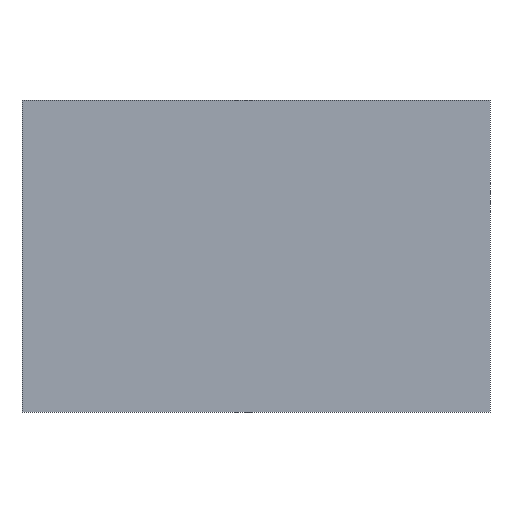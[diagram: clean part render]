
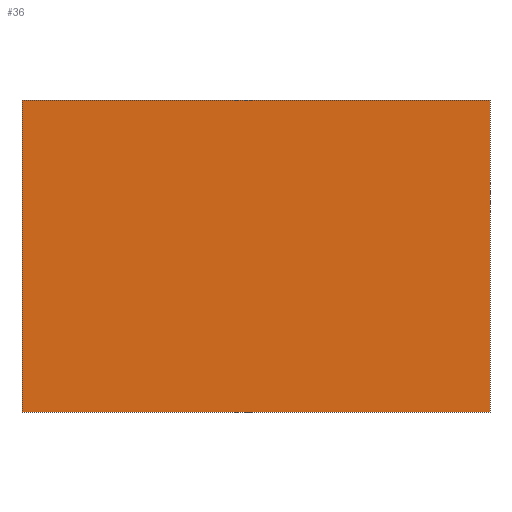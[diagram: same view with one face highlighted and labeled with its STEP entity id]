
A CAD part, left-side view. The second image highlights one B-rep face of the part: STEP entity #36.
In plain terms, the highlighted planar face has unit normal (-1, 0, 0).
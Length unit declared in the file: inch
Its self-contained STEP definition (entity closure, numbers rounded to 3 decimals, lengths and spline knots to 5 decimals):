
#3 = CARTESIAN_POINT ( 'NONE',  ( 0., 0., 0. ) ) ;
#6 = ORIENTED_EDGE ( 'NONE', *, *, #110, .F. ) ;
#13 = CARTESIAN_POINT ( 'NONE',  ( 0., 2.95276, 1.9685 ) ) ;
#21 = VECTOR ( 'NONE', #37, 39.37008 ) ;
#25 = VERTEX_POINT ( 'NONE', #67 ) ;
#28 = DIRECTION ( 'NONE',  ( 0., 0., 1. ) ) ;
#31 = CARTESIAN_POINT ( 'NONE',  ( 0., -2.95276, 1.9685 ) ) ;
#36 = ADVANCED_FACE ( 'NONE', ( #159 ), #61, .T. ) ;
#37 = DIRECTION ( 'NONE',  ( 0., -1., 0. ) ) ;
#44 = ORIENTED_EDGE ( 'NONE', *, *, #70, .F. ) ;
#52 = AXIS2_PLACEMENT_3D ( 'NONE', #3, #116, #28 ) ;
#53 = DIRECTION ( 'NONE',  ( 0., 0., 1. ) ) ;
#54 = DIRECTION ( 'NONE',  ( 0., 1., 0. ) ) ;
#61 = PLANE ( 'NONE',  #52 ) ;
#65 = ORIENTED_EDGE ( 'NONE', *, *, #211, .F. ) ;
#67 = CARTESIAN_POINT ( 'NONE',  ( 0., -2.95276, 1.9685 ) ) ;
#70 = EDGE_CURVE ( 'NONE', #25, #111, #210, .T. ) ;
#73 = CARTESIAN_POINT ( 'NONE',  ( 0., -2.95276, -1.9685 ) ) ;
#81 = VERTEX_POINT ( 'NONE', #106 ) ;
#89 = VECTOR ( 'NONE', #54, 39.37008 ) ;
#92 = CARTESIAN_POINT ( 'NONE',  ( 0., 2.95276, -1.9685 ) ) ;
#94 = VECTOR ( 'NONE', #200, 39.37008 ) ;
#106 = CARTESIAN_POINT ( 'NONE',  ( 0., 2.95276, -1.9685 ) ) ;
#110 = EDGE_CURVE ( 'NONE', #81, #208, #143, .T. ) ;
#111 = VERTEX_POINT ( 'NONE', #167 ) ;
#116 = DIRECTION ( 'NONE',  ( -1., 0., 0. ) ) ;
#122 = LINE ( 'NONE', #31, #21 ) ;
#135 = EDGE_LOOP ( 'NONE', ( #6, #65, #44, #229 ) ) ;
#143 = LINE ( 'NONE', #92, #237 ) ;
#147 = LINE ( 'NONE', #231, #89 ) ;
#159 = FACE_OUTER_BOUND ( 'NONE', #135, .T. ) ;
#167 = CARTESIAN_POINT ( 'NONE',  ( 0., -2.95276, -1.9685 ) ) ;
#170 = EDGE_CURVE ( 'NONE', #208, #25, #122, .T. ) ;
#200 = DIRECTION ( 'NONE',  ( 0., 0., -1. ) ) ;
#208 = VERTEX_POINT ( 'NONE', #13 ) ;
#210 = LINE ( 'NONE', #73, #94 ) ;
#211 = EDGE_CURVE ( 'NONE', #111, #81, #147, .T. ) ;
#229 = ORIENTED_EDGE ( 'NONE', *, *, #170, .F. ) ;
#231 = CARTESIAN_POINT ( 'NONE',  ( 0., -2.95276, -1.9685 ) ) ;
#237 = VECTOR ( 'NONE', #53, 39.37008 ) ;
